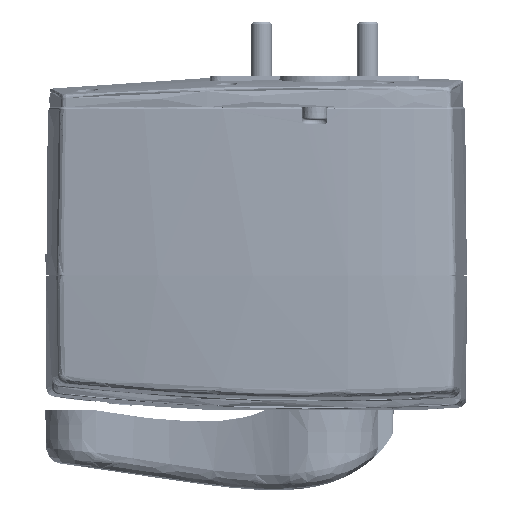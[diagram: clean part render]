
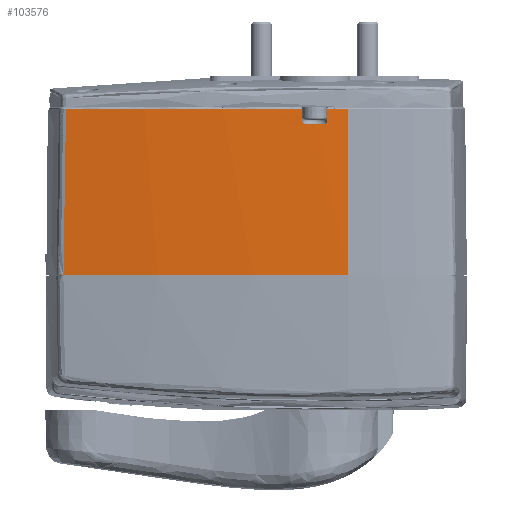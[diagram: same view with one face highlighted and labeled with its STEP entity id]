
A CAD part, left-side view. The second image highlights one B-rep face of the part: STEP entity #103576.
In plain terms, the highlighted conical face has half-angle 1 degrees and reference radius 357.5 mm.
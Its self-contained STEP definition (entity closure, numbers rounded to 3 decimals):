
#3794=CONICAL_SURFACE('',#111250,357.5,0.017);
#5077=B_SPLINE_CURVE_WITH_KNOTS('',3,(#161764,#161765,#161766,#161767,#161768,
#161769,#161770,#161771,#161772,#161773),.UNSPECIFIED.,.F.,.F.,(4,2,2,2,
4),(0.242,0.271,0.301,0.332,
0.362),.UNSPECIFIED.);
#5078=B_SPLINE_CURVE_WITH_KNOTS('',3,(#161779,#161780,#161781,#161782),
 .UNSPECIFIED.,.F.,.F.,(4,4),(0.2,4.152),
 .UNSPECIFIED.);
#5079=B_SPLINE_CURVE_WITH_KNOTS('',3,(#161788,#161789,#161790,#161791,#161792,
#161793,#161794,#161795,#161796,#161797,#161798,#161799),.UNSPECIFIED.,
 .F.,.F.,(4,2,2,2,2,4),(0.121,0.121,0.151,
0.181,0.211,0.24),.UNSPECIFIED.);
#8510=LINE('',#161632,#14181);
#8546=LINE('',#161775,#14217);
#8547=LINE('',#161786,#14218);
#14181=VECTOR('',#125279,10.);
#14217=VECTOR('',#125393,10.);
#14218=VECTOR('',#125398,10.);
#22743=FACE_OUTER_BOUND('',#29541,.T.);
#29541=EDGE_LOOP('',(#71283,#71284,#71285,#71286,#71287,#71288,#71289,#71290,
#71291,#71292));
#36845=CIRCLE('',#111209,356.872);
#36868=CIRCLE('',#111251,356.81);
#36869=CIRCLE('',#111252,357.5);
#36870=CIRCLE('',#111253,356.81);
#43677=VERTEX_POINT('',#161619);
#43679=VERTEX_POINT('',#161622);
#43682=VERTEX_POINT('',#161629);
#43683=VERTEX_POINT('',#161631);
#43728=VERTEX_POINT('',#161763);
#43729=VERTEX_POINT('',#161774);
#43730=VERTEX_POINT('',#161776);
#43731=VERTEX_POINT('',#161778);
#43732=VERTEX_POINT('',#161783);
#43733=VERTEX_POINT('',#161785);
#54029=EDGE_CURVE('',#43679,#43677,#36845,.T.);
#54033=EDGE_CURVE('',#43683,#43682,#8510,.T.);
#54092=EDGE_CURVE('',#43728,#43677,#5077,.T.);
#54093=EDGE_CURVE('',#43728,#43729,#8546,.T.);
#54094=EDGE_CURVE('',#43730,#43729,#36868,.T.);
#54095=EDGE_CURVE('',#43731,#43730,#5078,.T.);
#54096=EDGE_CURVE('',#43731,#43732,#36869,.T.);
#54097=EDGE_CURVE('',#43732,#43733,#8547,.T.);
#54098=EDGE_CURVE('',#43683,#43733,#36870,.T.);
#54099=EDGE_CURVE('',#43679,#43682,#5079,.T.);
#71283=ORIENTED_EDGE('',*,*,#54029,.T.);
#71284=ORIENTED_EDGE('',*,*,#54092,.F.);
#71285=ORIENTED_EDGE('',*,*,#54093,.T.);
#71286=ORIENTED_EDGE('',*,*,#54094,.F.);
#71287=ORIENTED_EDGE('',*,*,#54095,.F.);
#71288=ORIENTED_EDGE('',*,*,#54096,.T.);
#71289=ORIENTED_EDGE('',*,*,#54097,.T.);
#71290=ORIENTED_EDGE('',*,*,#54098,.F.);
#71291=ORIENTED_EDGE('',*,*,#54033,.T.);
#71292=ORIENTED_EDGE('',*,*,#54099,.F.);
#103576=ADVANCED_FACE('',(#22743),#3794,.T.);
#111209=AXIS2_PLACEMENT_3D('',#161623,#125271,#125272);
#111250=AXIS2_PLACEMENT_3D('',#161762,#125391,#125392);
#111251=AXIS2_PLACEMENT_3D('',#161777,#125394,#125395);
#111252=AXIS2_PLACEMENT_3D('',#161784,#125396,#125397);
#111253=AXIS2_PLACEMENT_3D('',#161787,#125399,#125400);
#125271=DIRECTION('center_axis',(0.,0.,-1.));
#125272=DIRECTION('ref_axis',(-0.999,-0.037,0.));
#125279=DIRECTION('',(-0.018,0.009,-1.));
#125391=DIRECTION('center_axis',(0.,0.,-1.));
#125392=DIRECTION('ref_axis',(-0.999,-0.037,0.));
#125393=DIRECTION('',(0.017,0.009,1.));
#125394=DIRECTION('center_axis',(0.,0.,1.));
#125395=DIRECTION('ref_axis',(-0.998,0.058,0.));
#125396=DIRECTION('center_axis',(0.,0.,1.));
#125397=DIRECTION('ref_axis',(-0.999,-0.037,0.));
#125398=DIRECTION('',(0.017,0.001,1.));
#125399=DIRECTION('center_axis',(0.,0.,1.));
#125400=DIRECTION('ref_axis',(-0.998,0.058,0.));
#161619=CARTESIAN_POINT('',(-41.314,-11.793,-1.));
#161622=CARTESIAN_POINT('',(-41.249,-16.207,-1.));
#161623=CARTESIAN_POINT('Origin',(315.545,-8.776,-1.));
#161629=CARTESIAN_POINT('',(-41.218,-17.007,-0.207));
#161631=CARTESIAN_POINT('',(-41.17,-17.031,2.509));
#161632=CARTESIAN_POINT('',(-41.194,-17.019,1.153));
#161762=CARTESIAN_POINT('Origin',(315.545,-8.776,-37.));
#161763=CARTESIAN_POINT('',(-41.306,-10.993,-0.207));
#161764=CARTESIAN_POINT('Ctrl Pts',(-41.306,-10.993,
-0.207));
#161765=CARTESIAN_POINT('Ctrl Pts',(-41.308,-10.994,
-0.305));
#161766=CARTESIAN_POINT('Ctrl Pts',(-41.31,-11.014,
-0.41));
#161767=CARTESIAN_POINT('Ctrl Pts',(-41.312,-11.095,
-0.605));
#161768=CARTESIAN_POINT('Ctrl Pts',(-41.314,-11.156,
-0.695));
#161769=CARTESIAN_POINT('Ctrl Pts',(-41.315,-11.298,
-0.837));
#161770=CARTESIAN_POINT('Ctrl Pts',(-41.316,-11.388,
-0.898));
#161771=CARTESIAN_POINT('Ctrl Pts',(-41.315,-11.586,
-0.98));
#161772=CARTESIAN_POINT('Ctrl Pts',(-41.315,-11.693,
-1.));
#161773=CARTESIAN_POINT('Ctrl Pts',(-41.314,-11.793,
-1.));
#161774=CARTESIAN_POINT('',(-41.259,-10.969,2.509));
#161775=CARTESIAN_POINT('',(-41.282,-10.981,1.153));
#161776=CARTESIAN_POINT('',(-37.12,45.454,2.509));
#161777=CARTESIAN_POINT('Origin',(315.545,-8.776,2.509));
#161778=CARTESIAN_POINT('',(-37.725,46.058,-37.));
#161779=CARTESIAN_POINT('Ctrl Pts',(-37.725,46.058,
-37.));
#161780=CARTESIAN_POINT('Ctrl Pts',(-37.524,45.856,-23.83));
#161781=CARTESIAN_POINT('Ctrl Pts',(-37.322,45.655,-10.661));
#161782=CARTESIAN_POINT('Ctrl Pts',(-37.12,45.454,
2.509));
#161783=CARTESIAN_POINT('',(-41.712,-21.954,-37.));
#161784=CARTESIAN_POINT('Origin',(315.545,-8.776,-37.));
#161785=CARTESIAN_POINT('',(-41.023,-21.929,2.509));
#161786=CARTESIAN_POINT('',(-41.067,-21.93,-0.006));
#161787=CARTESIAN_POINT('Origin',(315.545,-8.776,2.509));
#161788=CARTESIAN_POINT('Ctrl Pts',(-41.249,-16.207,
-1.));
#161789=CARTESIAN_POINT('Ctrl Pts',(-41.249,-16.207,-1.));
#161790=CARTESIAN_POINT('Ctrl Pts',(-41.249,-16.207,
-1.));
#161791=CARTESIAN_POINT('Ctrl Pts',(-41.247,-16.308,
-1.));
#161792=CARTESIAN_POINT('Ctrl Pts',(-41.245,-16.415,
-0.98));
#161793=CARTESIAN_POINT('Ctrl Pts',(-41.239,-16.612,
-0.898));
#161794=CARTESIAN_POINT('Ctrl Pts',(-41.236,-16.702,
-0.837));
#161795=CARTESIAN_POINT('Ctrl Pts',(-41.23,-16.844,
-0.694));
#161796=CARTESIAN_POINT('Ctrl Pts',(-41.227,-16.905,
-0.604));
#161797=CARTESIAN_POINT('Ctrl Pts',(-41.222,-16.986,
-0.41));
#161798=CARTESIAN_POINT('Ctrl Pts',(-41.22,-17.006,
-0.305));
#161799=CARTESIAN_POINT('Ctrl Pts',(-41.218,-17.007,
-0.207));
